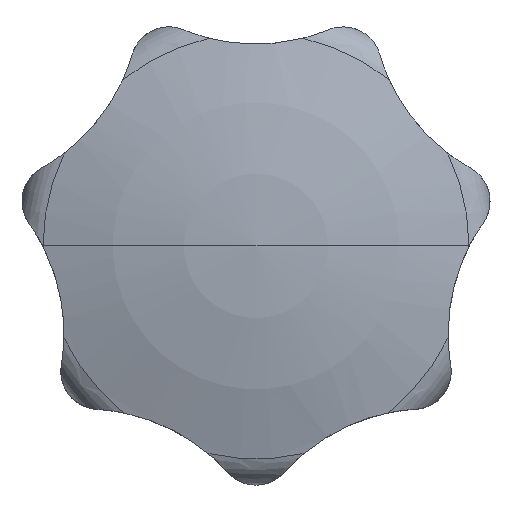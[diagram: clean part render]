
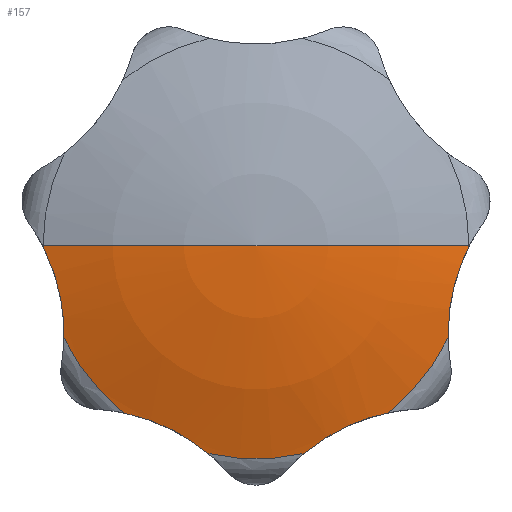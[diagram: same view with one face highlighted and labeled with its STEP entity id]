
A CAD part, top view. The second image highlights one B-rep face of the part: STEP entity #157.
In plain terms, the highlighted spherical face has radius 70 mm.
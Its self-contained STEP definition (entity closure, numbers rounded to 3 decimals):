
#157=ADVANCED_FACE('',(#312),#313,.T.);
#312=FACE_OUTER_BOUND('',#461,.T.);
#313=SPHERICAL_SURFACE('',#462,70.);
#461=EDGE_LOOP('',(#879,#880,#881,#882,#883,#884,#885,#886,#887,#888,#889));
#462=AXIS2_PLACEMENT_3D('',#890,#891,#892);
#879=ORIENTED_EDGE('',*,*,#917,.T.);
#880=ORIENTED_EDGE('',*,*,#1070,.T.);
#881=ORIENTED_EDGE('',*,*,#1064,.T.);
#882=ORIENTED_EDGE('',*,*,#1068,.T.);
#883=ORIENTED_EDGE('',*,*,#1032,.T.);
#884=ORIENTED_EDGE('',*,*,#1072,.T.);
#885=ORIENTED_EDGE('',*,*,#1044,.T.);
#886=ORIENTED_EDGE('',*,*,#1075,.T.);
#887=ORIENTED_EDGE('',*,*,#1056,.T.);
#888=ORIENTED_EDGE('',*,*,#1078,.T.);
#889=ORIENTED_EDGE('',*,*,#918,.T.);
#890=CARTESIAN_POINT('',(0.,0.,-38.));
#891=DIRECTION('',(0.,0.,1.0));
#892=DIRECTION('',(1.0,0.,0.0));
#917=EDGE_CURVE('',#1096,#1097,#1098,.T.);
#918=EDGE_CURVE('',#1084,#1096,#1099,.T.);
#1032=EDGE_CURVE('',#1272,#1269,#1273,.T.);
#1044=EDGE_CURVE('',#1292,#1289,#1293,.T.);
#1056=EDGE_CURVE('',#1311,#1309,#1312,.T.);
#1064=EDGE_CURVE('',#1321,#1319,#1322,.T.);
#1068=EDGE_CURVE('',#1319,#1272,#1326,.T.);
#1070=EDGE_CURVE('',#1097,#1321,#1328,.T.);
#1072=EDGE_CURVE('',#1269,#1292,#1330,.T.);
#1075=EDGE_CURVE('',#1289,#1311,#1333,.T.);
#1078=EDGE_CURVE('',#1309,#1084,#1336,.T.);
#1084=VERTEX_POINT('',#1342);
#1096=VERTEX_POINT('',#1378);
#1097=VERTEX_POINT('',#1379);
#1098=CIRCLE('',#1380,70.);
#1099=CIRCLE('',#1381,70.);
#1269=VERTEX_POINT('',#1839);
#1272=VERTEX_POINT('',#1847);
#1273=B_SPLINE_CURVE_WITH_KNOTS('',3,(#1848,#1849,#1850,#1851,#1852,#1853,#1854,#1855,#1856,#1857,#1858,#1859,#1860,#1861),.UNSPECIFIED.,.F.,.F.,(4,2,2,2,2,2,4),(54.18,55.758,57.545,59.331,61.117,62.903,63.632),.UNSPECIFIED.);
#1289=VERTEX_POINT('',#1925);
#1292=VERTEX_POINT('',#1933);
#1293=B_SPLINE_CURVE_WITH_KNOTS('',3,(#1934,#1935,#1936,#1937,#1938,#1939,#1940,#1941,#1942,#1943,#1944,#1945,#1946,#1947),.UNSPECIFIED.,.F.,.F.,(4,2,2,2,2,2,4),(54.18,55.758,57.545,59.331,61.117,62.903,63.632),.UNSPECIFIED.);
#1309=VERTEX_POINT('',#2011);
#1311=VERTEX_POINT('',#2018);
#1312=B_SPLINE_CURVE_WITH_KNOTS('',3,(#2019,#2020,#2021,#2022,#2023,#2024,#2025,#2026,#2027,#2028,#2029,#2030,#2031,#2032),.UNSPECIFIED.,.F.,.F.,(4,2,2,2,2,2,4),(54.18,55.758,57.545,59.331,61.117,62.903,63.632),.UNSPECIFIED.);
#1319=VERTEX_POINT('',#2073);
#1321=VERTEX_POINT('',#2080);
#1322=B_SPLINE_CURVE_WITH_KNOTS('',3,(#2081,#2082,#2083,#2084,#2085,#2086,#2087,#2088,#2089,#2090,#2091,#2092,#2093,#2094),.UNSPECIFIED.,.F.,.F.,(4,2,2,2,2,2,4),(54.18,55.758,57.545,59.331,61.117,62.903,63.632),.UNSPECIFIED.);
#1326=CIRCLE('',#2103,22.273);
#1328=CIRCLE('',#2105,22.273);
#1330=CIRCLE('',#2107,22.273);
#1333=CIRCLE('',#2110,22.273);
#1336=CIRCLE('',#2113,22.273);
#1342=CARTESIAN_POINT('',(22.273,0.,28.362));
#1378=CARTESIAN_POINT('',(0.,0.,32.));
#1379=CARTESIAN_POINT('',(-22.273,0.,28.362));
#1380=AXIS2_PLACEMENT_3D('',#2123,#2124,#2125);
#1381=AXIS2_PLACEMENT_3D('',#2126,#2127,#2128);
#1839=CARTESIAN_POINT('',(-5.025,-21.699,28.362));
#1847=CARTESIAN_POINT('',(-13.832,-17.457,28.362));
#1848=CARTESIAN_POINT('',(-13.832,-17.457,28.362));
#1849=CARTESIAN_POINT('',(-13.307,-17.565,28.443));
#1850=CARTESIAN_POINT('',(-12.78,-17.695,28.512));
#1851=CARTESIAN_POINT('',(-11.662,-18.02,28.631));
#1852=CARTESIAN_POINT('',(-11.071,-18.222,28.677));
#1853=CARTESIAN_POINT('',(-9.906,-18.683,28.733));
#1854=CARTESIAN_POINT('',(-9.332,-18.941,28.742));
#1855=CARTESIAN_POINT('',(-8.212,-19.511,28.725));
#1856=CARTESIAN_POINT('',(-7.665,-19.823,28.699));
#1857=CARTESIAN_POINT('',(-6.609,-20.493,28.609));
#1858=CARTESIAN_POINT('',(-6.098,-20.851,28.547));
#1859=CARTESIAN_POINT('',(-5.411,-21.382,28.435));
#1860=CARTESIAN_POINT('',(-5.216,-21.539,28.4));
#1861=CARTESIAN_POINT('',(-5.025,-21.699,28.362));
#1925=CARTESIAN_POINT('',(13.832,-17.457,28.362));
#1933=CARTESIAN_POINT('',(5.025,-21.699,28.362));
#1934=CARTESIAN_POINT('',(5.025,-21.699,28.362));
#1935=CARTESIAN_POINT('',(5.436,-21.355,28.443));
#1936=CARTESIAN_POINT('',(5.866,-21.024,28.512));
#1937=CARTESIAN_POINT('',(6.818,-20.353,28.631));
#1938=CARTESIAN_POINT('',(7.344,-20.017,28.677));
#1939=CARTESIAN_POINT('',(8.431,-19.393,28.733));
#1940=CARTESIAN_POINT('',(8.991,-19.106,28.742));
#1941=CARTESIAN_POINT('',(10.135,-18.585,28.725));
#1942=CARTESIAN_POINT('',(10.719,-18.352,28.699));
#1943=CARTESIAN_POINT('',(11.901,-17.944,28.609));
#1944=CARTESIAN_POINT('',(12.5,-17.768,28.547));
#1945=CARTESIAN_POINT('',(13.343,-17.562,28.435));
#1946=CARTESIAN_POINT('',(13.587,-17.507,28.4));
#1947=CARTESIAN_POINT('',(13.832,-17.457,28.362));
#2011=CARTESIAN_POINT('',(22.273,-0.07,28.362));
#2018=CARTESIAN_POINT('',(20.097,-9.6,28.362));
#2019=CARTESIAN_POINT('',(20.097,-9.6,28.362));
#2020=CARTESIAN_POINT('',(20.085,-9.065,28.443));
#2021=CARTESIAN_POINT('',(20.095,-8.522,28.512));
#2022=CARTESIAN_POINT('',(20.163,-7.359,28.631));
#2023=CARTESIAN_POINT('',(20.229,-6.738,28.677));
#2024=CARTESIAN_POINT('',(20.419,-5.5,28.733));
#2025=CARTESIAN_POINT('',(20.543,-4.883,28.742));
#2026=CARTESIAN_POINT('',(20.849,-3.664,28.725));
#2027=CARTESIAN_POINT('',(21.032,-3.062,28.699));
#2028=CARTESIAN_POINT('',(21.449,-1.883,28.609));
#2029=CARTESIAN_POINT('',(21.685,-1.306,28.547));
#2030=CARTESIAN_POINT('',(22.05,-0.518,28.435));
#2031=CARTESIAN_POINT('',(22.159,-0.293,28.4));
#2032=CARTESIAN_POINT('',(22.273,-0.07,28.362));
#2073=CARTESIAN_POINT('',(-20.097,-9.6,28.362));
#2080=CARTESIAN_POINT('',(-22.273,-0.07,28.362));
#2081=CARTESIAN_POINT('',(-22.273,-0.07,28.362));
#2082=CARTESIAN_POINT('',(-22.029,-0.548,28.443));
#2083=CARTESIAN_POINT('',(-21.802,-1.041,28.512));
#2084=CARTESIAN_POINT('',(-21.36,-2.118,28.631));
#2085=CARTESIAN_POINT('',(-21.149,-2.706,28.677));
#2086=CARTESIAN_POINT('',(-20.783,-3.904,28.733));
#2087=CARTESIAN_POINT('',(-20.627,-4.514,28.742));
#2088=CARTESIAN_POINT('',(-20.375,-5.745,28.725));
#2089=CARTESIAN_POINT('',(-20.277,-6.366,28.699));
#2090=CARTESIAN_POINT('',(-20.142,-7.61,28.609));
#2091=CARTESIAN_POINT('',(-20.104,-8.232,28.547));
#2092=CARTESIAN_POINT('',(-20.091,-9.1,28.435));
#2093=CARTESIAN_POINT('',(-20.092,-9.351,28.4));
#2094=CARTESIAN_POINT('',(-20.097,-9.6,28.362));
#2103=AXIS2_PLACEMENT_3D('',#2246,#2247,#2248);
#2105=AXIS2_PLACEMENT_3D('',#2249,#2250,#2251);
#2107=AXIS2_PLACEMENT_3D('',#2252,#2253,#2254);
#2110=AXIS2_PLACEMENT_3D('',#2255,#2256,#2257);
#2113=AXIS2_PLACEMENT_3D('',#2258,#2259,#2260);
#2123=CARTESIAN_POINT('',(0.,0.,-38.));
#2124=DIRECTION('',(0.,-1.0,0.));
#2125=DIRECTION('',(0.0,0.,1.0));
#2126=CARTESIAN_POINT('',(0.,0.,-38.));
#2127=DIRECTION('',(0.,-1.0,0.));
#2128=DIRECTION('',(0.0,0.,1.0));
#2246=CARTESIAN_POINT('',(0.,0.,28.362));
#2247=DIRECTION('',(0.,0.,1.0));
#2248=DIRECTION('',(-1.0,0.,0.));
#2249=CARTESIAN_POINT('',(0.,0.,28.362));
#2250=DIRECTION('',(0.,0.,1.0));
#2251=DIRECTION('',(-1.0,0.,0.));
#2252=CARTESIAN_POINT('',(0.,0.,28.362));
#2253=DIRECTION('',(0.,0.,1.0));
#2254=DIRECTION('',(-1.0,0.,0.));
#2255=CARTESIAN_POINT('',(0.,0.,28.362));
#2256=DIRECTION('',(0.,0.,1.0));
#2257=DIRECTION('',(-1.0,0.,0.));
#2258=CARTESIAN_POINT('',(0.,0.,28.362));
#2259=DIRECTION('',(0.,0.,1.0));
#2260=DIRECTION('',(-1.0,0.,0.));
